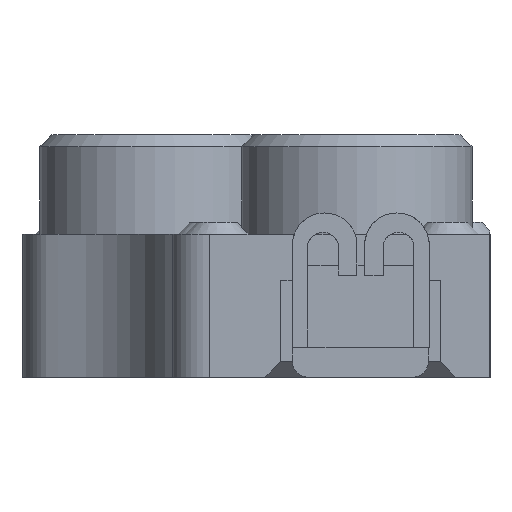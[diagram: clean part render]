
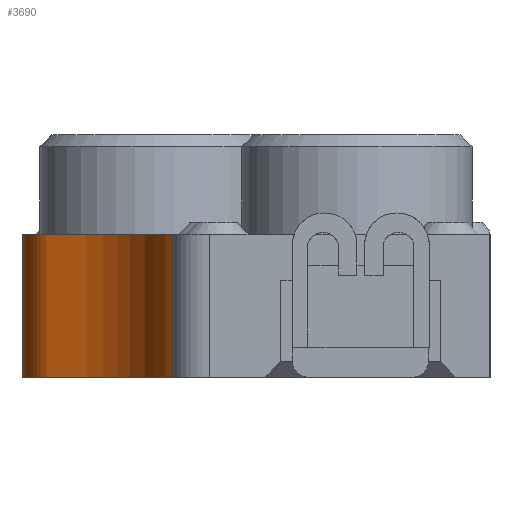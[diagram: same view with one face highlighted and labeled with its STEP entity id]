
A CAD part, left-side view. The second image highlights one B-rep face of the part: STEP entity #3690.
In plain terms, the highlighted free-form (B-spline) face has degree [3, 1] with [10, 2] control points.
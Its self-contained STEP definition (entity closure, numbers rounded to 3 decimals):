
#20=B_SPLINE_SURFACE_WITH_KNOTS('',3,1,((#5327,#5328),(#5329,#5330),(#5331,
#5332),(#5333,#5334),(#5335,#5336),(#5337,#5338),(#5339,#5340),(#5341,#5342),
(#5343,#5344),(#5345,#5346)),.SURF_OF_LINEAR_EXTRUSION.,.F.,.F.,.F.,(4,
1,1,1,1,1,1,4),(2,2),(0.,0.25,0.5,0.625,0.75,0.813,0.875,1.),(0.,1.),
 .UNSPECIFIED.);
#77=B_SPLINE_CURVE_WITH_KNOTS('',3,(#5020,#5021,#5022,#5023,#5024,#5025,
#5026,#5027,#5028,#5029),.UNSPECIFIED.,.F.,.F.,(4,1,1,1,1,1,1,4),(0.,0.33,
0.518,0.655,0.761,0.826,
0.896,1.),.UNSPECIFIED.);
#78=B_SPLINE_CURVE_WITH_KNOTS('',3,(#5347,#5348,#5349,#5350,#5351,#5352,
#5353,#5354,#5355,#5356),.UNSPECIFIED.,.F.,.F.,(4,1,1,1,1,1,1,4),(0.,0.33,
0.518,0.655,0.761,0.826,
0.896,1.),.UNSPECIFIED.);
#539=ORIENTED_EDGE('',*,*,#1189,.T.);
#540=ORIENTED_EDGE('',*,*,#1190,.T.);
#541=ORIENTED_EDGE('',*,*,#1191,.F.);
#542=ORIENTED_EDGE('',*,*,#1040,.F.);
#1040=EDGE_CURVE('',#1418,#1419,#77,.T.);
#1189=EDGE_CURVE('',#1418,#1511,#1753,.T.);
#1190=EDGE_CURVE('',#1511,#1512,#78,.T.);
#1191=EDGE_CURVE('',#1419,#1512,#1754,.T.);
#1418=VERTEX_POINT('',#5019);
#1419=VERTEX_POINT('',#5030);
#1511=VERTEX_POINT('',#5325);
#1512=VERTEX_POINT('',#5357);
#1753=LINE('',#5326,#2051);
#1754=LINE('',#5358,#2052);
#2051=VECTOR('',#4488,1000.);
#2052=VECTOR('',#4489,1000.);
#2224=EDGE_LOOP('',(#539,#540,#541,#542));
#2390=FACE_BOUND('',#2224,.T.);
#3690=ADVANCED_FACE('',(#2390),#20,.F.);
#4488=DIRECTION('',(0.,0.,1.));
#4489=DIRECTION('',(0.,0.,1.));
#5019=CARTESIAN_POINT('',(-0.354,1.055,0.));
#5020=CARTESIAN_POINT('',(-0.354,1.055,0.));
#5021=CARTESIAN_POINT('',(0.067,1.104,0.));
#5022=CARTESIAN_POINT('',(0.643,1.194,0.));
#5023=CARTESIAN_POINT('',(1.253,1.701,0.));
#5024=CARTESIAN_POINT('',(1.535,2.121,0.));
#5025=CARTESIAN_POINT('',(1.677,2.448,0.));
#5026=CARTESIAN_POINT('',(1.785,2.696,0.));
#5027=CARTESIAN_POINT('',(2.019,2.876,0.));
#5028=CARTESIAN_POINT('',(2.198,2.921,0.));
#5029=CARTESIAN_POINT('',(2.33,2.945,0.));
#5030=CARTESIAN_POINT('',(2.33,2.945,0.));
#5325=CARTESIAN_POINT('',(-0.354,1.055,1.8));
#5326=CARTESIAN_POINT('',(-0.354,1.055,-3.157));
#5327=CARTESIAN_POINT('',(-0.354,1.055,0.));
#5328=CARTESIAN_POINT('',(-0.354,1.055,1.8));
#5329=CARTESIAN_POINT('',(-0.035,1.092,0.));
#5330=CARTESIAN_POINT('',(-0.035,1.092,1.8));
#5331=CARTESIAN_POINT('',(0.536,1.168,0.));
#5332=CARTESIAN_POINT('',(0.536,1.168,1.8));
#5333=CARTESIAN_POINT('',(1.152,1.583,0.));
#5334=CARTESIAN_POINT('',(1.152,1.583,1.8));
#5335=CARTESIAN_POINT('',(1.501,2.06,0.));
#5336=CARTESIAN_POINT('',(1.501,2.06,1.8));
#5337=CARTESIAN_POINT('',(1.656,2.388,0.));
#5338=CARTESIAN_POINT('',(1.656,2.388,1.8));
#5339=CARTESIAN_POINT('',(1.758,2.651,0.));
#5340=CARTESIAN_POINT('',(1.758,2.651,1.8));
#5341=CARTESIAN_POINT('',(1.976,2.862,0.));
#5342=CARTESIAN_POINT('',(1.976,2.862,1.8));
#5343=CARTESIAN_POINT('',(2.172,2.916,0.));
#5344=CARTESIAN_POINT('',(2.172,2.916,1.8));
#5345=CARTESIAN_POINT('',(2.33,2.945,0.));
#5346=CARTESIAN_POINT('',(2.33,2.945,1.8));
#5347=CARTESIAN_POINT('',(-0.354,1.055,1.8));
#5348=CARTESIAN_POINT('',(0.067,1.104,1.8));
#5349=CARTESIAN_POINT('',(0.643,1.194,1.8));
#5350=CARTESIAN_POINT('',(1.253,1.701,1.8));
#5351=CARTESIAN_POINT('',(1.535,2.121,1.8));
#5352=CARTESIAN_POINT('',(1.677,2.448,1.8));
#5353=CARTESIAN_POINT('',(1.785,2.696,1.8));
#5354=CARTESIAN_POINT('',(2.019,2.876,1.8));
#5355=CARTESIAN_POINT('',(2.198,2.921,1.8));
#5356=CARTESIAN_POINT('',(2.33,2.945,1.8));
#5357=CARTESIAN_POINT('',(2.33,2.945,1.8));
#5358=CARTESIAN_POINT('',(2.33,2.945,-3.157));
